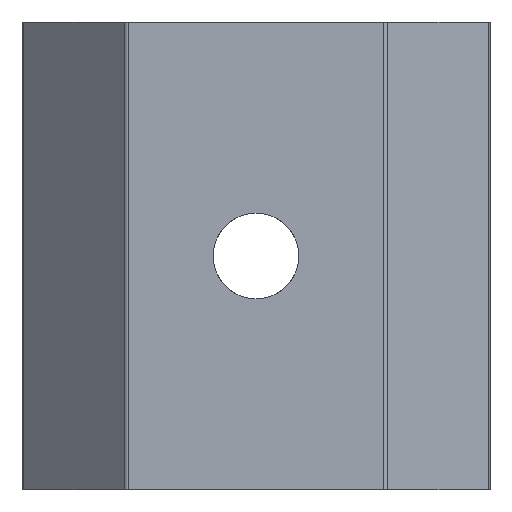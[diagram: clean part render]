
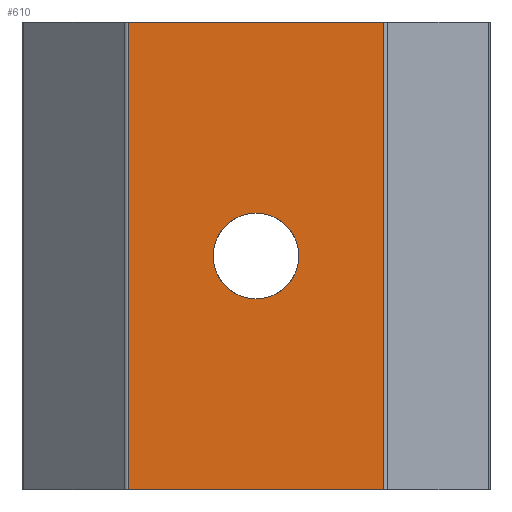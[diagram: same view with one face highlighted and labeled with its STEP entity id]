
A CAD part, front view. The second image highlights one B-rep face of the part: STEP entity #610.
In plain terms, the highlighted planar face has unit normal (0, -1, 0).
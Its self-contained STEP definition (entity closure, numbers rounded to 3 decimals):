
#21 = CIRCLE ( 'NONE', #658, 1.65 ) ;
#24 = VECTOR ( 'NONE', #172, 1000. ) ;
#28 = LINE ( 'NONE', #181, #24 ) ;
#30 = VECTOR ( 'NONE', #184, 1000. ) ;
#35 = VECTOR ( 'NONE', #193, 1000. ) ;
#36 = LINE ( 'NONE', #180, #30 ) ;
#37 = LINE ( 'NONE', #200, #40 ) ;
#40 = VECTOR ( 'NONE', #196, 1000. ) ;
#41 = LINE ( 'NONE', #190, #35 ) ;
#50 = FACE_OUTER_BOUND ( 'NONE', #322, .T. ) ;
#53 = FACE_BOUND ( 'NONE', #789, .T. ) ;
#129 = DIRECTION ( 'NONE',  ( 0., 0., 1. ) ) ;
#130 = DIRECTION ( 'NONE',  ( 0., 1., 0. ) ) ;
#137 = PLANE ( 'NONE',  #684 ) ;
#157 = CARTESIAN_POINT ( 'NONE',  ( 0., -4.5, 9. ) ) ;
#159 = DIRECTION ( 'NONE',  ( 0., 0., 1. ) ) ;
#160 = DIRECTION ( 'NONE',  ( 0., 1., 0. ) ) ;
#161 = CARTESIAN_POINT ( 'NONE',  ( 0., -4.5, 0. ) ) ;
#172 = DIRECTION ( 'NONE',  ( 1., 0., 0. ) ) ;
#180 = CARTESIAN_POINT ( 'NONE',  ( -4.917, -4.5, -9. ) ) ;
#181 = CARTESIAN_POINT ( 'NONE',  ( 0., -4.5, 9. ) ) ;
#184 = DIRECTION ( 'NONE',  ( 0., 0., -1. ) ) ;
#190 = CARTESIAN_POINT ( 'NONE',  ( 4.917, -4.5, 9. ) ) ;
#193 = DIRECTION ( 'NONE',  ( 0., 0., 1. ) ) ;
#196 = DIRECTION ( 'NONE',  ( 1., 0., 0. ) ) ;
#200 = CARTESIAN_POINT ( 'NONE',  ( 0., -4.5, -9. ) ) ;
#286 = ORIENTED_EDGE ( 'NONE', *, *, #660, .T. ) ;
#289 = ORIENTED_EDGE ( 'NONE', *, *, #666, .T. ) ;
#291 = ORIENTED_EDGE ( 'NONE', *, *, #653, .T. ) ;
#308 = ORIENTED_EDGE ( 'NONE', *, *, #663, .F. ) ;
#322 = EDGE_LOOP ( 'NONE', ( #308, #286, #291, #325 ) ) ;
#325 = ORIENTED_EDGE ( 'NONE', *, *, #656, .T. ) ;
#373 = ORIENTED_EDGE ( 'NONE', *, *, #750, .T. ) ;
#399 = DIRECTION ( 'NONE',  ( 0., 1., 0. ) ) ;
#417 = DIRECTION ( 'NONE',  ( 0., 0., 1. ) ) ;
#424 = CARTESIAN_POINT ( 'NONE',  ( 0., -4.5, 0. ) ) ;
#432 = CARTESIAN_POINT ( 'NONE',  ( 0., -4.5, -1.65 ) ) ;
#458 = CARTESIAN_POINT ( 'NONE',  ( 4.917, -4.5, -9. ) ) ;
#473 = CARTESIAN_POINT ( 'NONE',  ( -4.917, -4.5, 9. ) ) ;
#542 = CARTESIAN_POINT ( 'NONE',  ( 4.917, -4.5, 9. ) ) ;
#552 = CIRCLE ( 'NONE', #689, 1.65 ) ;
#571 = CARTESIAN_POINT ( 'NONE',  ( -4.917, -4.5, -9. ) ) ;
#573 = CARTESIAN_POINT ( 'NONE',  ( 0., -4.5, 1.65 ) ) ;
#610 = ADVANCED_FACE ( 'NONE', ( #53, #50 ), #137, .F. ) ;
#653 = EDGE_CURVE ( 'NONE', #790, #794, #37, .T. ) ;
#656 = EDGE_CURVE ( 'NONE', #794, #768, #41, .T. ) ;
#658 = AXIS2_PLACEMENT_3D ( 'NONE', #161, #160, #159 ) ;
#660 = EDGE_CURVE ( 'NONE', #787, #790, #36, .T. ) ;
#663 = EDGE_CURVE ( 'NONE', #787, #768, #28, .T. ) ;
#666 = EDGE_CURVE ( 'NONE', #784, #803, #21, .T. ) ;
#684 = AXIS2_PLACEMENT_3D ( 'NONE', #157, #130, #129 ) ;
#689 = AXIS2_PLACEMENT_3D ( 'NONE', #424, #399, #417 ) ;
#750 = EDGE_CURVE ( 'NONE', #803, #784, #552, .T. ) ;
#768 = VERTEX_POINT ( 'NONE', #542 ) ;
#784 = VERTEX_POINT ( 'NONE', #432 ) ;
#787 = VERTEX_POINT ( 'NONE', #473 ) ;
#789 = EDGE_LOOP ( 'NONE', ( #373, #289 ) ) ;
#790 = VERTEX_POINT ( 'NONE', #571 ) ;
#794 = VERTEX_POINT ( 'NONE', #458 ) ;
#803 = VERTEX_POINT ( 'NONE', #573 ) ;
